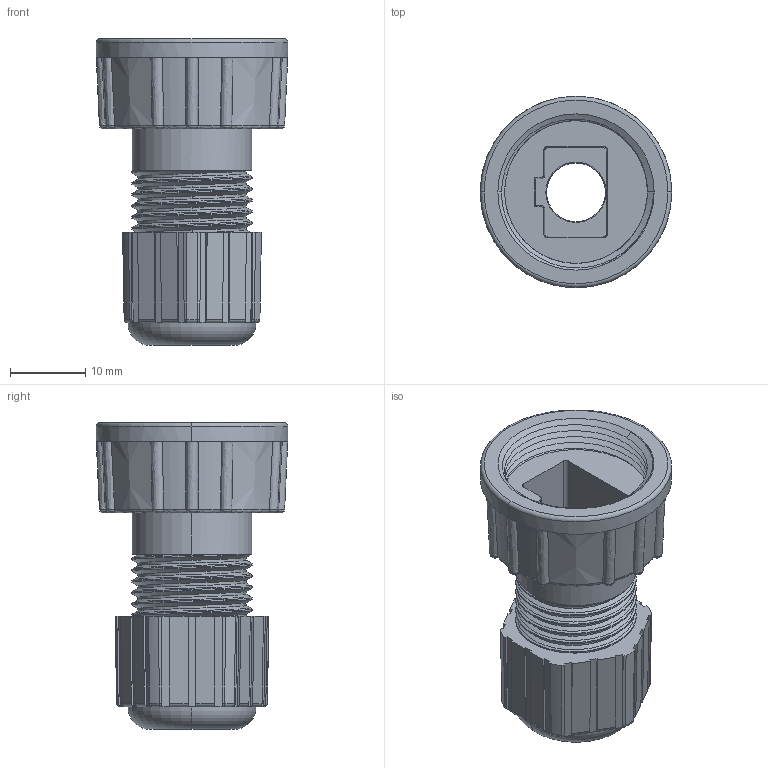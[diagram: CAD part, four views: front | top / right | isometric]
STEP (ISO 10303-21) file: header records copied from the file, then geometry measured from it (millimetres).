
FILE_DESCRIPTION (( 'STEP AP203' ), '1' );
FILE_NAME ('WPRJ-SSR.STEP', '2010-04-01T16:10:27', ( 'x' ), ( 'Microsoft' ), 'SwSTEP 2.0', 'SolidWorks 2010', '' );
FILE_SCHEMA (( 'CONFIG_CONTROL_DESIGN' ));
Length unit declared in the file: inch
Products named in the file (3): WPRJ-SSR-MA1; WPRJ-SSR-MA2; WPRJ-SSR
Assembly tree (2 placements, depth 2):
  WPRJ-SSR
    WPRJ-SSR-MA1
    WPRJ-SSR-MA2
Bounding box: 25.4 x 25.4 x 40.73 mm (x, y, z)
Volume: 7412.4 mm3; surface area: 6938.8 mm2
Topology: 2 solids, 2 shells, 339 faces, 934 edges, 612 vertices
Faces by surface type: plane 207, cylinder 57, bspline 31, cone 22, torus 22
Entity records: 33149 total; most frequent: CARTESIAN_POINT 24693, ORIENTED_EDGE 1868, DIRECTION 1494, EDGE_CURVE 934, VERTEX_POINT 612, VECTOR 548, LINE 548, AXIS2_PLACEMENT_3D 473
